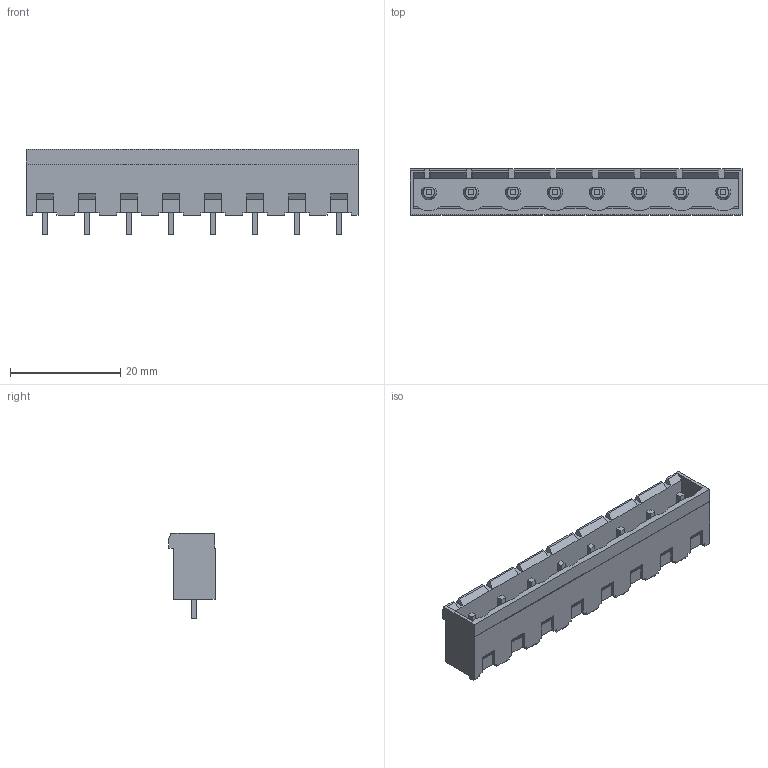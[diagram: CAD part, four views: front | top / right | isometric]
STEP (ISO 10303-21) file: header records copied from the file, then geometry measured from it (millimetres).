
FILE_DESCRIPTION((''),'2;1');
FILE_NAME('C-796980-8','2015-03-19T',('workeradm'),('Tyco Electronics Ltd.'),'PRO/ENGINEER BY PARAMETRIC TECHNOLOGY CORPORATION, 2014090','PRO/ENGINEER BY PARAMETRIC TECHNOLOGY CORPORATION, 2014090','');
FILE_SCHEMA(('AUTOMOTIVE_DESIGN { 1 0 10303 214 1 1 1 1 }'));
Length unit declared in the file: millimetre
Products named in the file (1): C-796980-8
Bounding box: 60.16 x 8.35 x 15.5 mm (x, y, z)
Volume: 2741.9 mm3; surface area: 4091.5 mm2
Topology: 1 solids, 1 shells, 257 faces, 661 edges, 430 vertices
Faces by surface type: plane 241, cylinder 8, cone 8
Entity records: 7864 total; most frequent: CARTESIAN_POINT 1471, ORIENTED_EDGE 1322, DIRECTION 1175, EDGE_CURVE 661, VECTOR 597, LINE 597, VERTEX_POINT 430, AXIS2_PLACEMENT_3D 289
